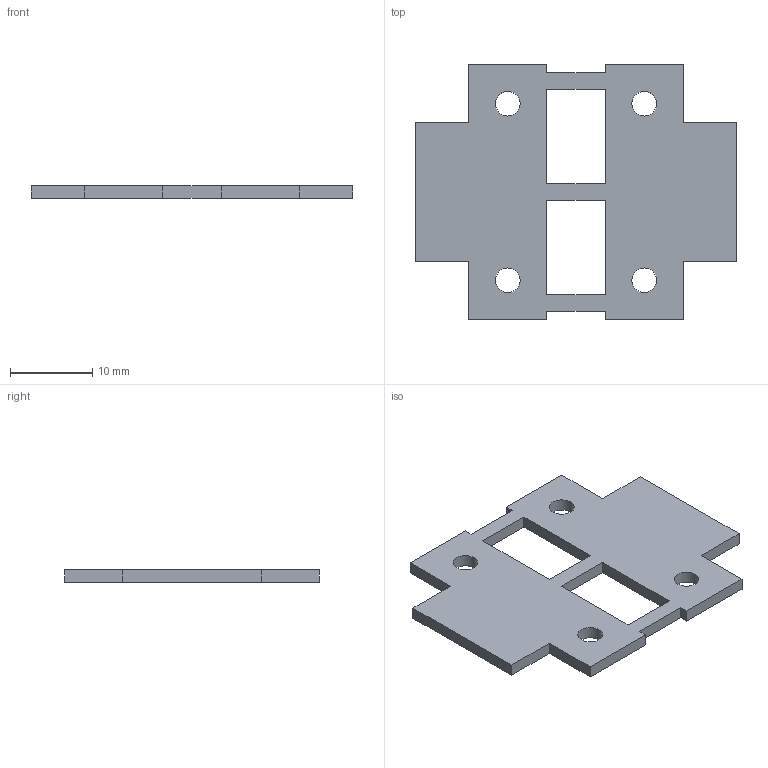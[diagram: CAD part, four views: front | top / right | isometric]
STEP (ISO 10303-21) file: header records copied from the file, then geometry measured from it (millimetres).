
FILE_DESCRIPTION(('KiCad electronic assembly'),'2;1');
FILE_NAME('FrontPanel_Tee.step','2025-12-02T15:39:23',('Pcbnew'),( 'Kicad'),'Open CASCADE STEP processor 7.9','KiCad to STEP converter' ,'Unknown');
FILE_SCHEMA(('AUTOMOTIVE_DESIGN { 1 0 10303 214 1 1 1 1 }'));
Length unit declared in the file: millimetre
Products named in the file (2): FrontPanel_Tee 1; FrontPanel_Tee_PCB
Assembly tree (1 placements, depth 2):
  FrontPanel_Tee 1
    FrontPanel_Tee_PCB
Bounding box: 39.08 x 30.95 x 1.51 mm (x, y, z)
Volume: 1242.1 mm3; surface area: 2031.7 mm2
Topology: 1 solids, 1 shells, 34 faces, 96 edges, 64 vertices
Faces by surface type: plane 30, cylinder 4
Full cylindrical faces by diameter (mm): 3 x4
Entity records: 1149 total; most frequent: CARTESIAN_POINT 196, ORIENTED_EDGE 192, DIRECTION 176, EDGE_CURVE 96, LINE 88, VECTOR 88, VERTEX_POINT 64, FACE_BOUND 46
